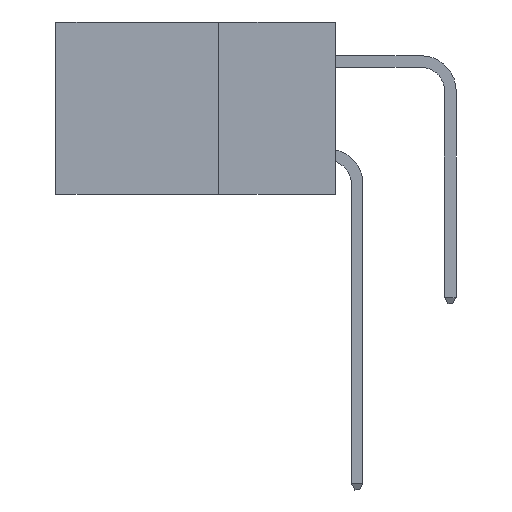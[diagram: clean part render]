
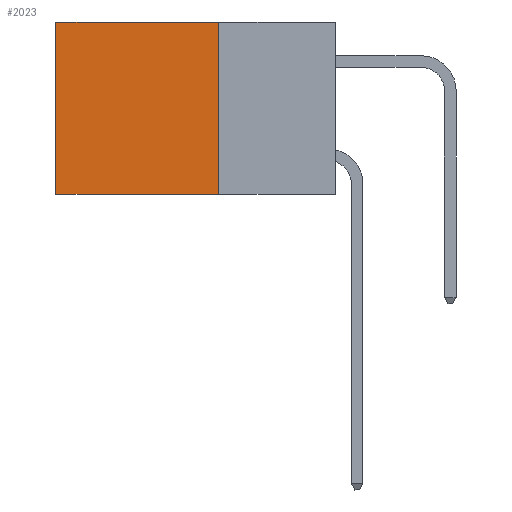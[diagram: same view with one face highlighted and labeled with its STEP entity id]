
A CAD part, left-side view. The second image highlights one B-rep face of the part: STEP entity #2023.
In plain terms, the highlighted planar face has unit normal (-1, 0, 0).
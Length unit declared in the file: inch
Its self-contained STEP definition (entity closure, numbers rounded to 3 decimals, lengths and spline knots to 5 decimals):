
#2023 = ADVANCED_FACE ( 'NONE', ( #7608 ), #27791, .F. ) ;
#4097 = EDGE_CURVE ( 'NONE', #30030, #15523, #23139, .T. ) ;
#5330 = AXIS2_PLACEMENT_3D ( 'NONE', #10257, #30176, #15458 ) ;
#6366 = VECTOR ( 'NONE', #8495, 39.37008 ) ;
#6521 = LINE ( 'NONE', #19908, #21210 ) ;
#7608 = FACE_OUTER_BOUND ( 'NONE', #8714, .T. ) ;
#7741 = ORIENTED_EDGE ( 'NONE', *, *, #18072, .T. ) ;
#8076 = CARTESIAN_POINT ( 'NONE',  ( 0.2875, 0.6, 0. ) ) ;
#8346 = EDGE_CURVE ( 'NONE', #30030, #23175, #10130, .T. ) ;
#8495 = DIRECTION ( 'NONE',  ( 0., 0., -1. ) ) ;
#8714 = EDGE_LOOP ( 'NONE', ( #7741, #25246, #27629, #22395 ) ) ;
#8980 = VERTEX_POINT ( 'NONE', #11420 ) ;
#10130 = LINE ( 'NONE', #25709, #28323 ) ;
#10257 = CARTESIAN_POINT ( 'NONE',  ( 0.2875, 0.25, 0. ) ) ;
#11420 = CARTESIAN_POINT ( 'NONE',  ( 0.2875, 0.6, -0.37 ) ) ;
#12086 = CARTESIAN_POINT ( 'NONE',  ( 0.2875, 0.25, 0. ) ) ;
#15458 = DIRECTION ( 'NONE',  ( 0., 0., -1. ) ) ;
#15523 = VERTEX_POINT ( 'NONE', #25840 ) ;
#18072 = EDGE_CURVE ( 'NONE', #15523, #8980, #25317, .T. ) ;
#19823 = CARTESIAN_POINT ( 'NONE',  ( 0.2875, 0.25, 0. ) ) ;
#19908 = CARTESIAN_POINT ( 'NONE',  ( 0.2875, 0.25, -0.37 ) ) ;
#21210 = VECTOR ( 'NONE', #22914, 39.37008 ) ;
#21609 = VECTOR ( 'NONE', #26722, 39.37008 ) ;
#22242 = EDGE_CURVE ( 'NONE', #23175, #8980, #6521, .T. ) ;
#22395 = ORIENTED_EDGE ( 'NONE', *, *, #4097, .T. ) ;
#22914 = DIRECTION ( 'NONE',  ( 0., 1., 0. ) ) ;
#23139 = LINE ( 'NONE', #12086, #21609 ) ;
#23175 = VERTEX_POINT ( 'NONE', #23569 ) ;
#23569 = CARTESIAN_POINT ( 'NONE',  ( 0.2875, 0.25, -0.37 ) ) ;
#23862 = DIRECTION ( 'NONE',  ( 0., 0., -1. ) ) ;
#25246 = ORIENTED_EDGE ( 'NONE', *, *, #22242, .F. ) ;
#25317 = LINE ( 'NONE', #8076, #6366 ) ;
#25709 = CARTESIAN_POINT ( 'NONE',  ( 0.2875, 0.25, 0. ) ) ;
#25840 = CARTESIAN_POINT ( 'NONE',  ( 0.2875, 0.6, 0. ) ) ;
#26722 = DIRECTION ( 'NONE',  ( 0., 1., 0. ) ) ;
#27629 = ORIENTED_EDGE ( 'NONE', *, *, #8346, .F. ) ;
#27791 = PLANE ( 'NONE',  #5330 ) ;
#28323 = VECTOR ( 'NONE', #23862, 39.37008 ) ;
#30030 = VERTEX_POINT ( 'NONE', #19823 ) ;
#30176 = DIRECTION ( 'NONE',  ( 1., 0., 0. ) ) ;
